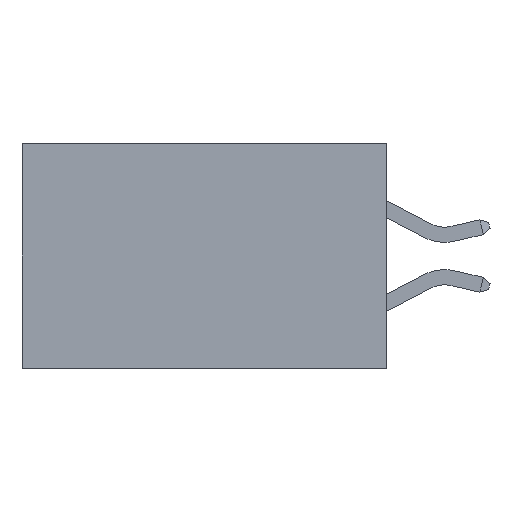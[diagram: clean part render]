
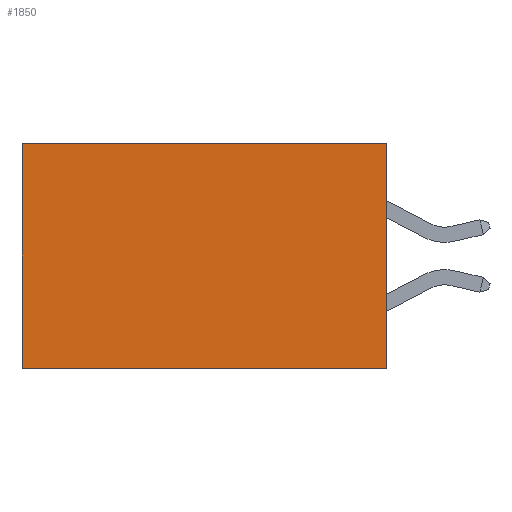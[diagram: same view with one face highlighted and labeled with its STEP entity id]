
A CAD part, left-side view. The second image highlights one B-rep face of the part: STEP entity #1850.
In plain terms, the highlighted planar face has unit normal (-1, 0, 0).
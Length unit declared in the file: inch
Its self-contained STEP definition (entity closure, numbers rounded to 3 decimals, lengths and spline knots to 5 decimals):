
#157 = VERTEX_POINT ( 'NONE', #13712 ) ;
#939 = AXIS2_PLACEMENT_3D ( 'NONE', #1311, #10267, #10084 ) ;
#1003 = VERTEX_POINT ( 'NONE', #13015 ) ;
#1098 = CARTESIAN_POINT ( 'NONE',  ( 0.298, 0.6, 0. ) ) ;
#1311 = CARTESIAN_POINT ( 'NONE',  ( 0.298, 0., 0. ) ) ;
#1850 = ADVANCED_FACE ( 'NONE', ( #13749 ), #12445, .F. ) ;
#2142 = DIRECTION ( 'NONE',  ( 0., 1., 0. ) ) ;
#2268 = ORIENTED_EDGE ( 'NONE', *, *, #13896, .T. ) ;
#4385 = CARTESIAN_POINT ( 'NONE',  ( 0.298, 0., 0. ) ) ;
#5220 = CARTESIAN_POINT ( 'NONE',  ( 0.298, 0., -0.37 ) ) ;
#5409 = DIRECTION ( 'NONE',  ( 0., 0., -1. ) ) ;
#5522 = LINE ( 'NONE', #12790, #9683 ) ;
#7557 = EDGE_LOOP ( 'NONE', ( #2268, #13733, #8603, #13451 ) ) ;
#7979 = EDGE_CURVE ( 'NONE', #157, #11519, #12596, .T. ) ;
#8144 = EDGE_CURVE ( 'NONE', #157, #12654, #8807, .T. ) ;
#8267 = VECTOR ( 'NONE', #13221, 39.37008 ) ;
#8603 = ORIENTED_EDGE ( 'NONE', *, *, #7979, .F. ) ;
#8807 = LINE ( 'NONE', #4385, #11039 ) ;
#8884 = CARTESIAN_POINT ( 'NONE',  ( 0.298, 0., 0. ) ) ;
#9529 = VECTOR ( 'NONE', #2142, 39.37008 ) ;
#9683 = VECTOR ( 'NONE', #5409, 39.37008 ) ;
#10084 = DIRECTION ( 'NONE',  ( 0., 0., -1. ) ) ;
#10267 = DIRECTION ( 'NONE',  ( 1., 0., 0. ) ) ;
#11039 = VECTOR ( 'NONE', #13148, 39.37008 ) ;
#11519 = VERTEX_POINT ( 'NONE', #5220 ) ;
#12445 = PLANE ( 'NONE',  #939 ) ;
#12596 = LINE ( 'NONE', #8884, #8267 ) ;
#12654 = VERTEX_POINT ( 'NONE', #1098 ) ;
#12790 = CARTESIAN_POINT ( 'NONE',  ( 0.298, 0.6, 0. ) ) ;
#13015 = CARTESIAN_POINT ( 'NONE',  ( 0.298, 0.6, -0.37 ) ) ;
#13148 = DIRECTION ( 'NONE',  ( 0., 1., 0. ) ) ;
#13153 = LINE ( 'NONE', #14333, #9529 ) ;
#13195 = EDGE_CURVE ( 'NONE', #11519, #1003, #13153, .T. ) ;
#13221 = DIRECTION ( 'NONE',  ( 0., 0., -1. ) ) ;
#13451 = ORIENTED_EDGE ( 'NONE', *, *, #8144, .T. ) ;
#13712 = CARTESIAN_POINT ( 'NONE',  ( 0.298, 0., 0. ) ) ;
#13733 = ORIENTED_EDGE ( 'NONE', *, *, #13195, .F. ) ;
#13749 = FACE_OUTER_BOUND ( 'NONE', #7557, .T. ) ;
#13896 = EDGE_CURVE ( 'NONE', #12654, #1003, #5522, .T. ) ;
#14333 = CARTESIAN_POINT ( 'NONE',  ( 0.298, 0., -0.37 ) ) ;
